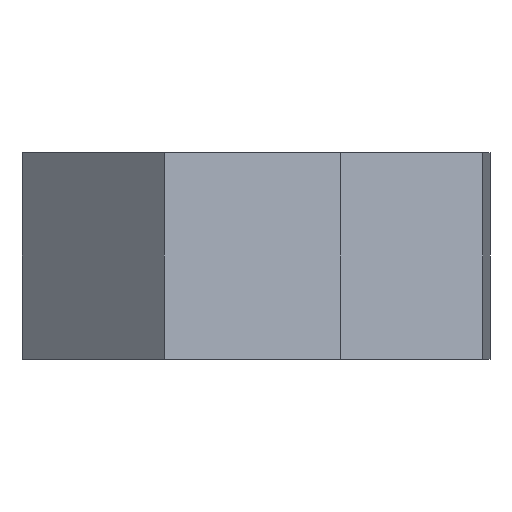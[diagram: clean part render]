
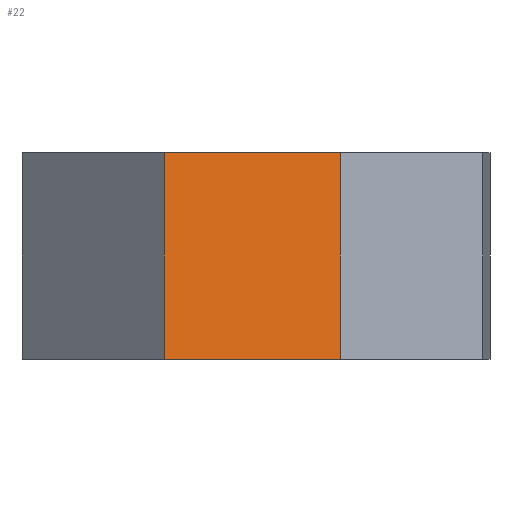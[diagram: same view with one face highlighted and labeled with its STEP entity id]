
A CAD part, front view. The second image highlights one B-rep face of the part: STEP entity #22.
In plain terms, the highlighted free-form (B-spline) face has degree [1, 1] with [2, 2] control points.
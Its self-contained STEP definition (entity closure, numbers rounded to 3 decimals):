
#22=ADVANCED_FACE('',(#34),#318,.T.);
#34=FACE_OUTER_BOUND('',#46,.T.);
#46=EDGE_LOOP('',(#64,#65,#66,#67));
#64=ORIENTED_EDGE('',*,*,#273,.T.);
#65=ORIENTED_EDGE('',*,*,#274,.T.);
#66=ORIENTED_EDGE('',*,*,#270,.F.);
#67=ORIENTED_EDGE('',*,*,#275,.T.);
#120=PCURVE('',#317,#180);
#124=PCURVE('',#318,#184);
#125=PCURVE('',#318,#185);
#126=PCURVE('',#318,#186);
#127=PCURVE('',#318,#187);
#130=PCURVE('',#319,#190);
#157=PCURVE('',#326,#217);
#174=PCURVE('',#327,#234);
#180=DEFINITIONAL_REPRESENTATION('',(#362),#728);
#184=DEFINITIONAL_REPRESENTATION('',(#369),#728);
#185=DEFINITIONAL_REPRESENTATION('',(#371),#728);
#186=DEFINITIONAL_REPRESENTATION('',(#372),#728);
#187=DEFINITIONAL_REPRESENTATION('',(#374),#728);
#190=DEFINITIONAL_REPRESENTATION('',(#379),#728);
#217=DEFINITIONAL_REPRESENTATION('',(#424),#728);
#234=DEFINITIONAL_REPRESENTATION('',(#441),#728);
#240=SURFACE_CURVE('',#361,(#120,#126),.PCURVE_S1.);
#243=SURFACE_CURVE('',#368,(#124,#130),.PCURVE_S1.);
#244=SURFACE_CURVE('',#370,(#125,#157),.PCURVE_S1.);
#245=SURFACE_CURVE('',#373,(#127,#174),.PCURVE_S1.);
#270=EDGE_CURVE('',#300,#301,#240,.T.);
#273=EDGE_CURVE('',#302,#303,#243,.T.);
#274=EDGE_CURVE('',#303,#301,#244,.T.);
#275=EDGE_CURVE('',#300,#302,#245,.T.);
#300=VERTEX_POINT('',#530);
#301=VERTEX_POINT('',#531);
#302=VERTEX_POINT('',#532);
#303=VERTEX_POINT('',#533);
#317=B_SPLINE_SURFACE_WITH_KNOTS('',1,1,((#482,#483),(#484,#485)),
 .UNSPECIFIED.,.F.,.F.,.F.,(2,2),(2,2),(-45.1,4.1),(-3.831,
42.137),.UNSPECIFIED.);
#318=B_SPLINE_SURFACE_WITH_KNOTS('',1,1,((#486,#487),(#488,#489)),
 .UNSPECIFIED.,.F.,.F.,.F.,(2,2),(2,2),(-45.1,4.1),(-4.351,
47.857),.UNSPECIFIED.);
#319=B_SPLINE_SURFACE_WITH_KNOTS('',1,1,((#490,#491),(#492,#493)),
 .UNSPECIFIED.,.F.,.F.,.F.,(2,2),(2,2),(-45.1,4.1),(-4.897,
53.866),.UNSPECIFIED.);
#326=B_SPLINE_SURFACE_WITH_KNOTS('',1,1,((#518,#519),(#520,#521)),
 .UNSPECIFIED.,.F.,.F.,.F.,(2,2),(2,2),(-49.879,112.95),
(-74.09,37.578),.UNSPECIFIED.);
#327=B_SPLINE_SURFACE_WITH_KNOTS('',1,1,((#522,#523),(#524,#525)),
 .UNSPECIFIED.,.F.,.F.,.F.,(2,2),(2,2),(-74.09,37.578),
(-49.879,112.95),.UNSPECIFIED.);
#361=B_SPLINE_CURVE_WITH_KNOTS('',1,(#562,#563),.UNSPECIFIED.,.F.,.F.,(2,
2),(0.,41.),.UNSPECIFIED.);
#362=B_SPLINE_CURVE_WITH_KNOTS('',1,(#564,#565),.UNSPECIFIED.,.F.,.F.,(2,
2),(0.,41.),.UNSPECIFIED.);
#368=B_SPLINE_CURVE_WITH_KNOTS('',1,(#576,#577),.UNSPECIFIED.,.F.,.F.,(2,
2),(0.,41.),.UNSPECIFIED.);
#369=B_SPLINE_CURVE_WITH_KNOTS('',1,(#578,#579),.UNSPECIFIED.,.F.,.F.,(2,
2),(0.,41.),.UNSPECIFIED.);
#370=B_SPLINE_CURVE_WITH_KNOTS('',1,(#580,#581),.UNSPECIFIED.,.F.,.F.,(2,
2),(0.,43.506),.UNSPECIFIED.);
#371=B_SPLINE_CURVE_WITH_KNOTS('',1,(#582,#583),.UNSPECIFIED.,.F.,.F.,(2,
2),(0.,43.506),.UNSPECIFIED.);
#372=B_SPLINE_CURVE_WITH_KNOTS('',1,(#584,#585),.UNSPECIFIED.,.F.,.F.,(2,
2),(0.,41.),.UNSPECIFIED.);
#373=B_SPLINE_CURVE_WITH_KNOTS('',1,(#586,#587),.UNSPECIFIED.,.F.,.F.,(2,
2),(0.,43.506),.UNSPECIFIED.);
#374=B_SPLINE_CURVE_WITH_KNOTS('',1,(#588,#589),.UNSPECIFIED.,.F.,.F.,(2,
2),(0.,43.506),.UNSPECIFIED.);
#379=B_SPLINE_CURVE_WITH_KNOTS('',1,(#598,#599),.UNSPECIFIED.,.F.,.F.,(2,
2),(0.,41.),.UNSPECIFIED.);
#424=B_SPLINE_CURVE_WITH_KNOTS('',1,(#688,#689),.UNSPECIFIED.,.F.,.F.,(2,
2),(0.,43.506),.UNSPECIFIED.);
#441=B_SPLINE_CURVE_WITH_KNOTS('',1,(#722,#723),.UNSPECIFIED.,.F.,.F.,(2,
2),(0.,43.506),.UNSPECIFIED.);
#482=CARTESIAN_POINT('',(2.827,-38.895,-4.1));
#483=CARTESIAN_POINT('',(-31.099,-7.878,-4.1));
#484=CARTESIAN_POINT('',(2.827,-38.895,45.1));
#485=CARTESIAN_POINT('',(-31.099,-7.878,45.1));
#486=CARTESIAN_POINT('',(38.496,-7.878,-4.1));
#487=CARTESIAN_POINT('',(-3.5,-38.895,-4.1));
#488=CARTESIAN_POINT('',(38.496,-7.878,45.1));
#489=CARTESIAN_POINT('',(-3.5,-38.895,45.1));
#490=CARTESIAN_POINT('',(32.282,43.335,-4.1));
#491=CARTESIAN_POINT('',(35.243,-15.353,-4.1));
#492=CARTESIAN_POINT('',(32.282,43.335,45.1));
#493=CARTESIAN_POINT('',(35.243,-15.353,45.1));
#518=CARTESIAN_POINT('',(74.09,-49.879,41.));
#519=CARTESIAN_POINT('',(-37.578,-49.879,41.));
#520=CARTESIAN_POINT('',(74.09,112.95,41.));
#521=CARTESIAN_POINT('',(-37.578,112.95,41.));
#522=CARTESIAN_POINT('',(74.09,-49.879,0.));
#523=CARTESIAN_POINT('',(74.09,112.95,0.));
#524=CARTESIAN_POINT('',(-37.578,-49.879,0.));
#525=CARTESIAN_POINT('',(-37.578,112.95,0.));
#530=CARTESIAN_POINT('',(0.,-36.31,0.));
#531=CARTESIAN_POINT('',(0.,-36.31,41.));
#532=CARTESIAN_POINT('',(34.996,-10.463,0.));
#533=CARTESIAN_POINT('',(34.996,-10.463,41.));
#562=CARTESIAN_POINT('',(0.,-36.31,0.));
#563=CARTESIAN_POINT('',(0.,-36.31,41.));
#564=CARTESIAN_POINT('',(-41.,0.));
#565=CARTESIAN_POINT('',(0.,0.));
#576=CARTESIAN_POINT('',(34.996,-10.463,0.));
#577=CARTESIAN_POINT('',(34.996,-10.463,41.));
#578=CARTESIAN_POINT('',(-41.,0.));
#579=CARTESIAN_POINT('',(0.,0.));
#580=CARTESIAN_POINT('',(34.996,-10.463,41.));
#581=CARTESIAN_POINT('',(0.,-36.31,41.));
#582=CARTESIAN_POINT('',(0.,0.));
#583=CARTESIAN_POINT('',(0.,43.506));
#584=CARTESIAN_POINT('',(-41.,43.506));
#585=CARTESIAN_POINT('',(0.,43.506));
#586=CARTESIAN_POINT('',(0.,-36.31,0.));
#587=CARTESIAN_POINT('',(34.996,-10.463,0.));
#588=CARTESIAN_POINT('',(-41.,43.506));
#589=CARTESIAN_POINT('',(-41.,0.));
#598=CARTESIAN_POINT('',(-41.,48.969));
#599=CARTESIAN_POINT('',(0.,48.969));
#688=CARTESIAN_POINT('',(-10.463,-34.996));
#689=CARTESIAN_POINT('',(-36.31,0.));
#722=CARTESIAN_POINT('',(0.,-36.31));
#723=CARTESIAN_POINT('',(-34.996,-10.463));
#728=(
GEOMETRIC_REPRESENTATION_CONTEXT(2)
PARAMETRIC_REPRESENTATION_CONTEXT()
REPRESENTATION_CONTEXT('pspace','')
);
